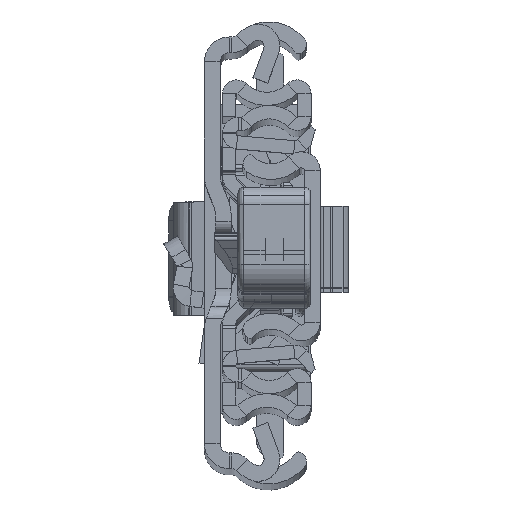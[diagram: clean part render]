
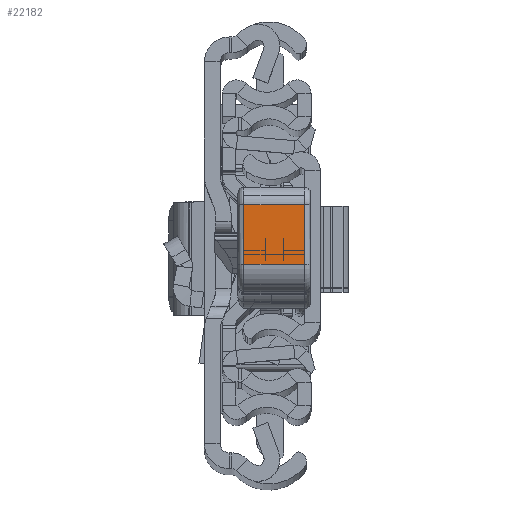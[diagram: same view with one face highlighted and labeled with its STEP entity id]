
A CAD part, top view. The second image highlights one B-rep face of the part: STEP entity #22182.
In plain terms, the highlighted face is planar.
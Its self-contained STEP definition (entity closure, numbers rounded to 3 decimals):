
#1946 = EDGE_LOOP ( 'NONE', ( #20732, #19498, #21230, #8984 ) ) ;
#2197 = LINE ( 'NONE', #22387, #27031 ) ;
#3028 = LINE ( 'NONE', #11653, #4706 ) ;
#3898 = FACE_OUTER_BOUND ( 'NONE', #1946, .T. ) ;
#4706 = VECTOR ( 'NONE', #34424, 1000. ) ;
#4809 = DIRECTION ( 'NONE',  ( -1., 0.027, 0. ) ) ;
#5002 = DIRECTION ( 'NONE',  ( -0.027, -1., 0. ) ) ;
#5497 = CARTESIAN_POINT ( 'NONE',  ( 39.818, -2.465, -11. ) ) ;
#5811 = CARTESIAN_POINT ( 'NONE',  ( 39.55, -12.274, -10. ) ) ;
#6423 = EDGE_CURVE ( 'NONE', #27309, #33627, #2197, .T. ) ;
#7106 = VECTOR ( 'NONE', #19338, 1000. ) ;
#8984 = ORIENTED_EDGE ( 'NONE', *, *, #33742, .F. ) ;
#9258 = EDGE_CURVE ( 'NONE', #35777, #27309, #3028, .T. ) ;
#11653 = CARTESIAN_POINT ( 'NONE',  ( 39.55, -12.274, -10. ) ) ;
#12167 = AXIS2_PLACEMENT_3D ( 'NONE', #33058, #4809, #5002 ) ;
#12325 = PLANE ( 'NONE',  #12167 ) ;
#13176 = LINE ( 'NONE', #5497, #7106 ) ;
#13313 = DIRECTION ( 'NONE',  ( 0.027, 1., 0. ) ) ;
#17829 = CARTESIAN_POINT ( 'NONE',  ( 39.55, -12.274, 0. ) ) ;
#19338 = DIRECTION ( 'NONE',  ( 0., 0., -1. ) ) ;
#19498 = ORIENTED_EDGE ( 'NONE', *, *, #9258, .F. ) ;
#20732 = ORIENTED_EDGE ( 'NONE', *, *, #6423, .F. ) ;
#21230 = ORIENTED_EDGE ( 'NONE', *, *, #26952, .F. ) ;
#22182 = ADVANCED_FACE ( 'NONE', ( #3898 ), #12325, .F. ) ;
#22201 = DIRECTION ( 'NONE',  ( 0., 0., 1. ) ) ;
#22387 = CARTESIAN_POINT ( 'NONE',  ( 39.55, -12.274, -11. ) ) ;
#26952 = EDGE_CURVE ( 'NONE', #27863, #35777, #13176, .T. ) ;
#27031 = VECTOR ( 'NONE', #22201, 1000. ) ;
#27309 = VERTEX_POINT ( 'NONE', #5811 ) ;
#27863 = VERTEX_POINT ( 'NONE', #35943 ) ;
#29293 = VECTOR ( 'NONE', #13313, 1000. ) ;
#30546 = CARTESIAN_POINT ( 'NONE',  ( 39.55, -12.274, 0. ) ) ;
#33058 = CARTESIAN_POINT ( 'NONE',  ( 39.55, -12.274, -11. ) ) ;
#33627 = VERTEX_POINT ( 'NONE', #17829 ) ;
#33689 = LINE ( 'NONE', #30546, #29293 ) ;
#33742 = EDGE_CURVE ( 'NONE', #33627, #27863, #33689, .T. ) ;
#34424 = DIRECTION ( 'NONE',  ( -0.027, -1., 0. ) ) ;
#35777 = VERTEX_POINT ( 'NONE', #36447 ) ;
#35943 = CARTESIAN_POINT ( 'NONE',  ( 39.818, -2.465, 0. ) ) ;
#36447 = CARTESIAN_POINT ( 'NONE',  ( 39.818, -2.465, -10. ) ) ;
